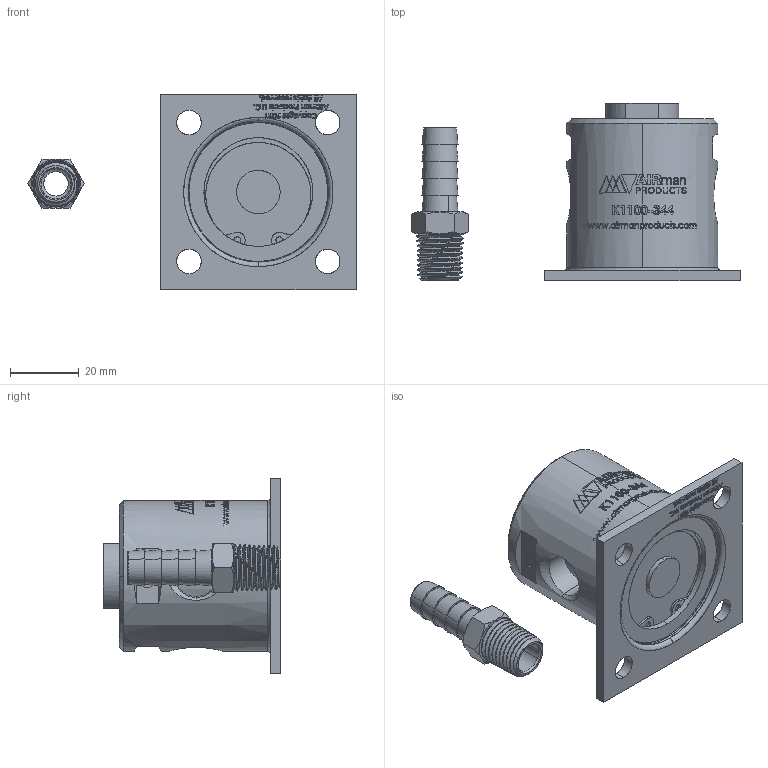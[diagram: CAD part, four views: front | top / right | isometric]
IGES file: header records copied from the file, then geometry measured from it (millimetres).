
Start section: SolidWorks IGES file using analytic representation for surfaces
Global section: file name: K1100-344-DIAPHRAGM-VALVE-KIT.IGS; native system: SolidWorks 2018; preprocessor: SolidWorks 2018; author: OMEGA801; date: 220525.161939; units: millimetre
Bounding box: 95.87 x 51.85 x 57.15 mm (x, y, z)
Surface area: 19199.5 mm2 (no closed solid volume)
Topology: 0 solids, 0 shells, 1643 faces, 16626 edges, 16626 vertices
Faces by surface type: bspline 1448, revolution 195
